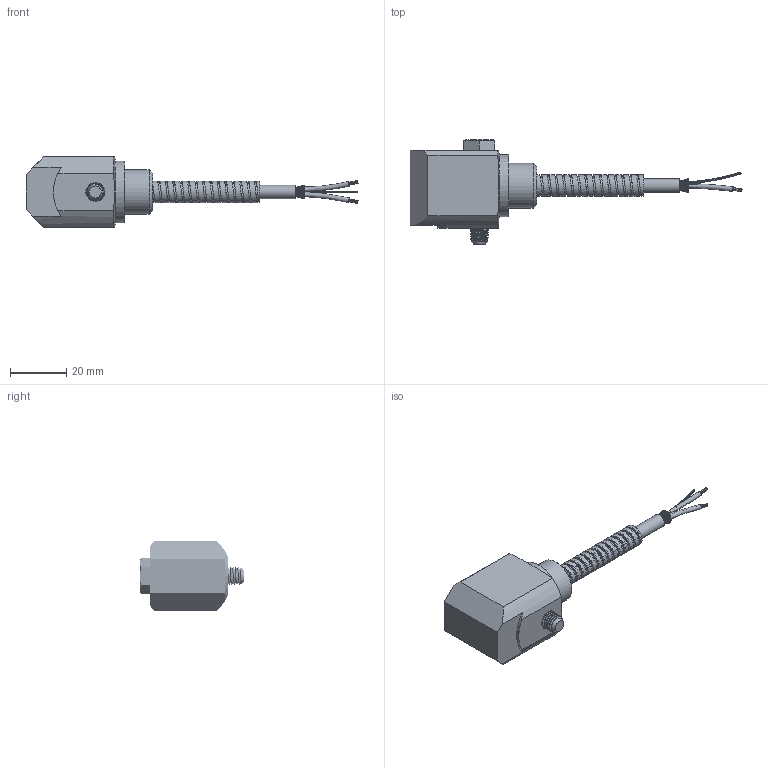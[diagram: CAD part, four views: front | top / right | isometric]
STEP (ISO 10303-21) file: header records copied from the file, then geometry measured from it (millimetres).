
FILE_DESCRIPTION(/* description */ (''),/* implementation_level */ '2;1');
FILE_NAME(/* name */ 'MASTER_STANDARD_SIDE_EXIT_ARMOR_LARGE.stp',/* time_stamp */ '2017-04-25T14:16:59-04:00',/* author */ ('aneininger'),/* organization */ (''),/* preprocessor_version */ 'ST-DEVELOPER v16.5',/* originating_system */ 'Autodesk Inventor 2017',/* authorisation */ '');
FILE_SCHEMA (('AUTOMOTIVE_DESIGN { 1 0 10303 214 3 1 1 }'));
Products named in the file (3): MASTER_STANDARD_SIDE_EXIT_ARMOR_LARGE; MASTER_STANDARD_SIDE_EXIT_ARMOR_LARGE_ASSY; ACP32018
Assembly tree (2 placements, depth 2):
  MASTER_STANDARD_SIDE_EXIT_ARMOR_LARGE
    MASTER_STANDARD_SIDE_EXIT_ARMOR_LARGE_ASSY
    ACP32018
Bounding box: 118.11 x 37.16 x 25.15 mm (x, y, z)
Volume: 24283.5 mm3; surface area: 12075.5 mm2
Topology: 3 solids, 3 shells, 972 faces, 3494 edges, 2120 vertices
Faces by surface type: bspline 491, plane 285, cylinder 137, torus 44, cone 15
Full cylindrical faces by diameter (mm): 0.127 x19, 0.203 x38, 1.27 x1, 1.524 x2, 1.587 x2, 3.581 x1, 4.826 x1, 4.953 x1, 5.105 x1, 5.359 x1, 6.756 x1, 11.43 x2, 12.7 x1, 15.875 x1, 22.047 x1
Entity records: 65272 total; most frequent: CARTESIAN_POINT 36407, ORIENTED_EDGE 6522, DIRECTION 5828, EDGE_CURVE 3246, AXIS2_PLACEMENT_3D 2788, VERTEX_POINT 2038, CIRCLE 1982, EDGE_LOOP 1176
